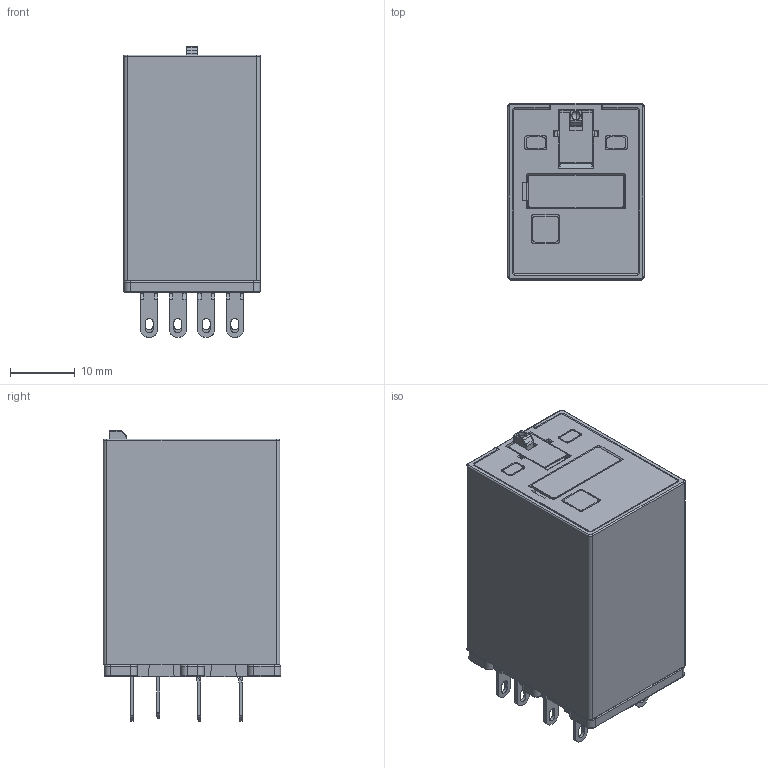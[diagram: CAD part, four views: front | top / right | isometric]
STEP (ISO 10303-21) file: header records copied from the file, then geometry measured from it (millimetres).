
FILE_DESCRIPTION (( 'STEP AP203' ), '1' );
FILE_NAME ('13_HF18FZ-XXX-4Z23.STEP', '2024-12-16T17:40:48', ( '' ), ( '' ), 'SwSTEP 2.0', 'SolidWorks 2022', '' );
FILE_SCHEMA (( 'CONFIG_CONTROL_DESIGN' ));
Length unit declared in the file: millimetre
Products named in the file (1): 13_HF18FZ-XXX-4Z23
Bounding box: 21 x 27.3 x 44.8 mm (x, y, z)
Volume: 6595.1 mm3; surface area: 13321.6 mm2
Topology: 21 solids, 21 shells, 3211 faces, 8468 edges, 5513 vertices
Faces by surface type: plane 2311, cylinder 631, bspline 166, torus 48, sphere 42, cone 13
Entity records: 101063 total; most frequent: CARTESIAN_POINT 22468, ORIENTED_EDGE 16866, DIRECTION 15106, EDGE_CURVE 8433, VECTOR 6498, LINE 6498, VERTEX_POINT 5507, AXIS2_PLACEMENT_3D 4304
